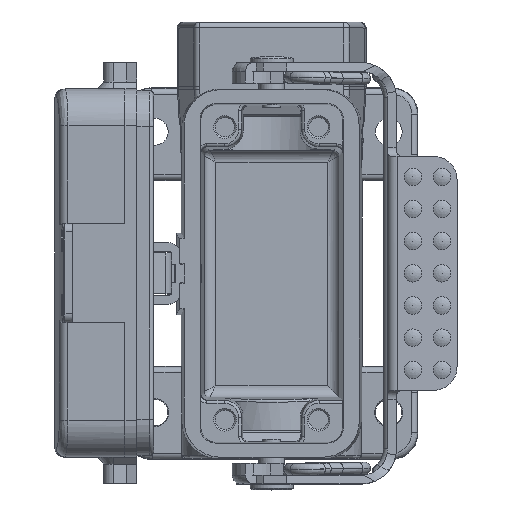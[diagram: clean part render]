
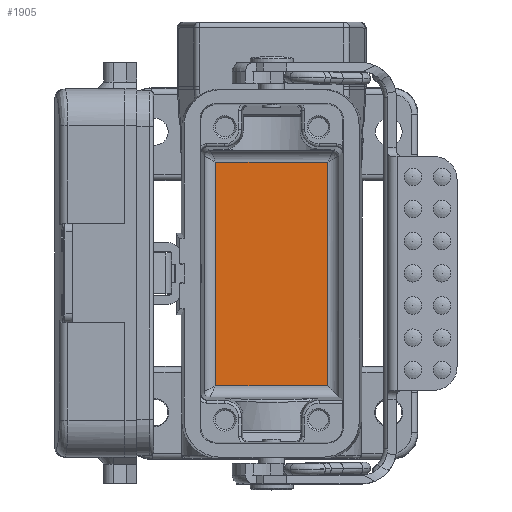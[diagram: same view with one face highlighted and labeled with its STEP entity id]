
A CAD part, top view. The second image highlights one B-rep face of the part: STEP entity #1905.
In plain terms, the highlighted planar face has unit normal (0, 0, 1).
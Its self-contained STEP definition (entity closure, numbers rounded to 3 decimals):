
#681=PLANE('',#21534);
#1905=ADVANCED_FACE('',(#3539),#681,.F.);
#3539=FACE_OUTER_BOUND('',#4659,.T.);
#4659=EDGE_LOOP('',(#9725,#9726,#9727,#9728));
#6353=LINE('',#33223,#7890);
#6354=LINE('',#33226,#7891);
#6355=LINE('',#33228,#7892);
#6356=LINE('',#33230,#7893);
#7890=VECTOR('',#23841,1.);
#7891=VECTOR('',#23842,1.);
#7892=VECTOR('',#23843,1.);
#7893=VECTOR('',#23844,1.);
#9725=ORIENTED_EDGE('',*,*,#17940,.T.);
#9726=ORIENTED_EDGE('',*,*,#17941,.T.);
#9727=ORIENTED_EDGE('',*,*,#17942,.T.);
#9728=ORIENTED_EDGE('',*,*,#17943,.T.);
#15843=VERTEX_POINT('',#33224);
#15844=VERTEX_POINT('',#33225);
#15845=VERTEX_POINT('',#33227);
#15846=VERTEX_POINT('',#33229);
#17940=EDGE_CURVE('',#15843,#15844,#6353,.T.);
#17941=EDGE_CURVE('',#15844,#15845,#6354,.T.);
#17942=EDGE_CURVE('',#15845,#15846,#6355,.T.);
#17943=EDGE_CURVE('',#15846,#15843,#6356,.T.);
#21534=AXIS2_PLACEMENT_3D('',#33231,#23845,#23846);
#23841=DIRECTION('',(0.,-1.,0.));
#23842=DIRECTION('',(1.,0.,0.));
#23843=DIRECTION('',(0.,1.,0.));
#23844=DIRECTION('',(-1.,0.,0.));
#23845=DIRECTION('',(0.,0.,-1.));
#23846=DIRECTION('',(0.,-1.,0.));
#33223=CARTESIAN_POINT('',(-9.567,-21.088,-23.15));
#33224=CARTESIAN_POINT('',(-9.567,19.117,-23.15));
#33225=CARTESIAN_POINT('',(-9.567,-19.117,-23.15));
#33226=CARTESIAN_POINT('',(-9.6,-19.117,-23.15));
#33227=CARTESIAN_POINT('',(9.567,-19.117,-23.15));
#33228=CARTESIAN_POINT('',(9.567,21.088,-23.15));
#33229=CARTESIAN_POINT('',(9.567,19.117,-23.15));
#33230=CARTESIAN_POINT('',(-11.538,19.117,-23.15));
#33231=CARTESIAN_POINT('',(-9.6,26.35,-23.15));
